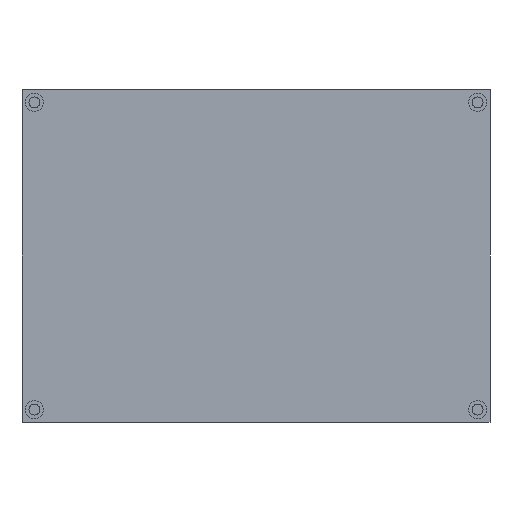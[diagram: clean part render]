
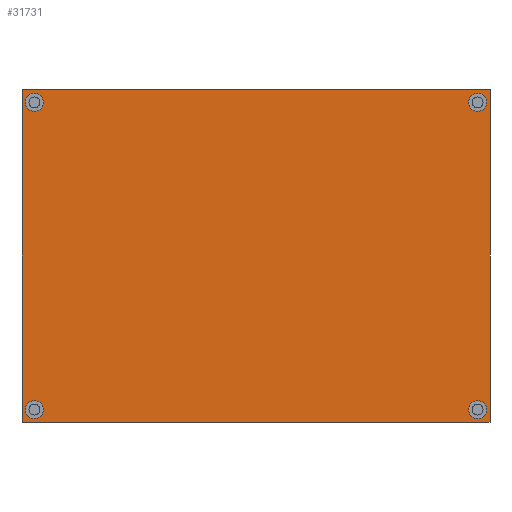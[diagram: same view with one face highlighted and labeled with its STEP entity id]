
A CAD part, front view. The second image highlights one B-rep face of the part: STEP entity #31731.
In plain terms, the highlighted planar face has unit normal (0, -1, 0).
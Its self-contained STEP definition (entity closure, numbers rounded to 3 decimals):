
#1016=FACE_BOUND('',#5808,.T.);
#1017=FACE_BOUND('',#5809,.T.);
#1018=FACE_BOUND('',#5810,.T.);
#1019=FACE_BOUND('',#5811,.T.);
#2182=PLANE('',#33958);
#3813=FACE_OUTER_BOUND('',#5807,.T.);
#5807=EDGE_LOOP('',(#28894,#28895,#28896,#28897));
#5808=EDGE_LOOP('',(#28898));
#5809=EDGE_LOOP('',(#28899));
#5810=EDGE_LOOP('',(#28900));
#5811=EDGE_LOOP('',(#28901));
#9172=LINE('',#53442,#12529);
#9175=LINE('',#53448,#12532);
#9178=LINE('',#53454,#12535);
#9181=LINE('',#53458,#12538);
#12529=VECTOR('',#41598,10.);
#12532=VECTOR('',#41603,10.);
#12535=VECTOR('',#41608,10.);
#12538=VECTOR('',#41613,10.);
#13166=CIRCLE('',#33943,2.9);
#13168=CIRCLE('',#33946,2.9);
#13170=CIRCLE('',#33949,2.9);
#13172=CIRCLE('',#33952,2.9);
#15986=VERTEX_POINT('',#53412);
#15988=VERTEX_POINT('',#53418);
#15990=VERTEX_POINT('',#53424);
#15992=VERTEX_POINT('',#53430);
#15996=VERTEX_POINT('',#53439);
#15997=VERTEX_POINT('',#53441);
#15999=VERTEX_POINT('',#53447);
#16001=VERTEX_POINT('',#53453);
#20282=EDGE_CURVE('',#15986,#15986,#13166,.T.);
#20285=EDGE_CURVE('',#15988,#15988,#13168,.T.);
#20288=EDGE_CURVE('',#15990,#15990,#13170,.T.);
#20291=EDGE_CURVE('',#15992,#15992,#13172,.T.);
#20296=EDGE_CURVE('',#15997,#15996,#9172,.T.);
#20299=EDGE_CURVE('',#15999,#15997,#9175,.T.);
#20302=EDGE_CURVE('',#16001,#15999,#9178,.T.);
#20305=EDGE_CURVE('',#15996,#16001,#9181,.T.);
#28894=ORIENTED_EDGE('',*,*,#20305,.T.);
#28895=ORIENTED_EDGE('',*,*,#20302,.T.);
#28896=ORIENTED_EDGE('',*,*,#20299,.T.);
#28897=ORIENTED_EDGE('',*,*,#20296,.T.);
#28898=ORIENTED_EDGE('',*,*,#20282,.T.);
#28899=ORIENTED_EDGE('',*,*,#20285,.T.);
#28900=ORIENTED_EDGE('',*,*,#20288,.T.);
#28901=ORIENTED_EDGE('',*,*,#20291,.T.);
#31731=ADVANCED_FACE('',(#3813,#1016,#1017,#1018,#1019),#2182,.T.);
#33943=AXIS2_PLACEMENT_3D('',#53413,#41568,#41569);
#33946=AXIS2_PLACEMENT_3D('',#53419,#41575,#41576);
#33949=AXIS2_PLACEMENT_3D('',#53425,#41582,#41583);
#33952=AXIS2_PLACEMENT_3D('',#53431,#41589,#41590);
#33958=AXIS2_PLACEMENT_3D('',#53459,#41614,#41615);
#41568=DIRECTION('center_axis',(0.,1.,0.));
#41569=DIRECTION('ref_axis',(1.,0.,0.));
#41575=DIRECTION('center_axis',(0.,1.,0.));
#41576=DIRECTION('ref_axis',(1.,0.,0.));
#41582=DIRECTION('center_axis',(0.,1.,0.));
#41583=DIRECTION('ref_axis',(1.,0.,0.));
#41589=DIRECTION('center_axis',(0.,1.,0.));
#41590=DIRECTION('ref_axis',(1.,0.,0.));
#41598=DIRECTION('',(0.,0.,1.));
#41603=DIRECTION('',(1.,0.,0.));
#41608=DIRECTION('',(0.,0.,-1.));
#41613=DIRECTION('',(-1.,0.,0.));
#41614=DIRECTION('center_axis',(0.,-1.,0.));
#41615=DIRECTION('ref_axis',(1.,0.,0.));
#53412=CARTESIAN_POINT('',(68.5,-14.2,-49.5));
#53413=CARTESIAN_POINT('Origin',(71.4,-14.2,-49.5));
#53418=CARTESIAN_POINT('',(-74.3,-14.2,-49.5));
#53419=CARTESIAN_POINT('Origin',(-71.4,-14.2,-49.5));
#53424=CARTESIAN_POINT('',(68.5,-14.2,49.5));
#53425=CARTESIAN_POINT('Origin',(71.4,-14.2,49.5));
#53430=CARTESIAN_POINT('',(-74.3,-14.2,49.5));
#53431=CARTESIAN_POINT('Origin',(-71.4,-14.2,49.5));
#53439=CARTESIAN_POINT('',(75.4,-14.2,53.5));
#53441=CARTESIAN_POINT('',(75.4,-14.2,-53.5));
#53442=CARTESIAN_POINT('',(75.4,-14.2,53.5));
#53447=CARTESIAN_POINT('',(-75.4,-14.2,-53.5));
#53448=CARTESIAN_POINT('',(75.4,-14.2,-53.5));
#53453=CARTESIAN_POINT('',(-75.4,-14.2,53.5));
#53454=CARTESIAN_POINT('',(-75.4,-14.2,-53.5));
#53458=CARTESIAN_POINT('',(-75.4,-14.2,53.5));
#53459=CARTESIAN_POINT('Origin',(0.,-14.2,0.));
